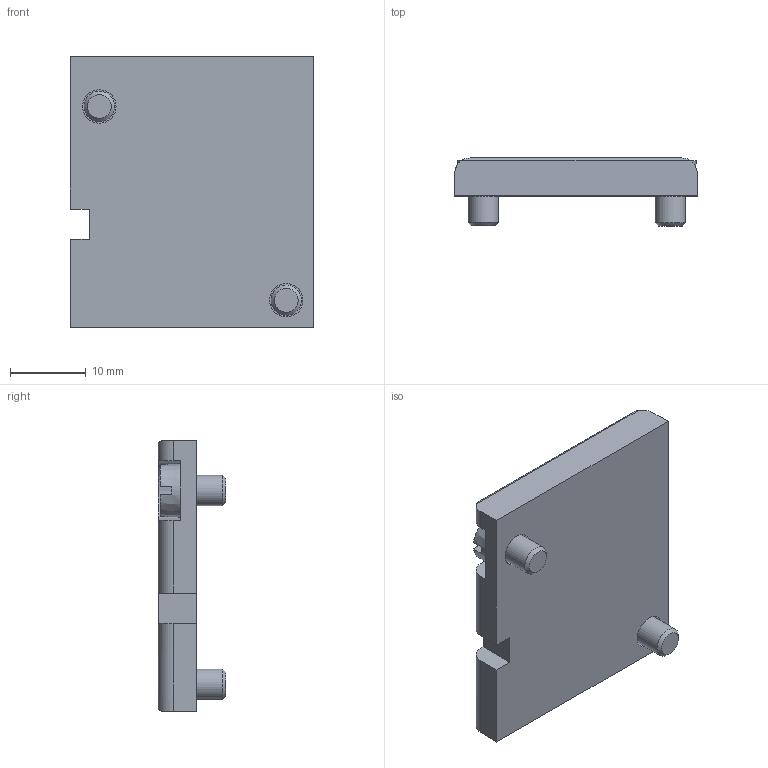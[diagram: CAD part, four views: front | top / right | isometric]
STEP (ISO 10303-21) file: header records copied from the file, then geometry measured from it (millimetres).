
FILE_DESCRIPTION(/* description */ ('STEP AP214'),/* implementation_level */ '2;1');
FILE_NAME(/* name */ '5851_CPL-1_4',/* time_stamp */ '2024-08-06T22:33:22+02:00',/* author */ ('License CC BY-ND 4.0'),/* organization */ ('CADENAS'),/* preprocessor_version */ 'ST-DEVELOPER v19.3',/* originating_system */ 'PARTsolutions',/* authorisation */ ' ');
FILE_SCHEMA (('AUTOMOTIVE_DESIGN {1 0 10303 214 3 1 1}'));
Length unit declared in the file: millimetre
Products named in the file (1): 5851 CPL-1/4
Bounding box: 32 x 8.9 x 35.7 mm (x, y, z)
Volume: 5539.6 mm3; surface area: 3272.2 mm2
Topology: 1 solids, 1 shells, 46 faces, 114 edges, 76 vertices
Faces by surface type: plane 30, cylinder 12, cone 4
Full cylindrical faces by diameter (mm): 4 x2, 4.4 x2
Entity records: 1336 total; most frequent: CARTESIAN_POINT 254, DIRECTION 218, ORIENTED_EDGE 204, EDGE_CURVE 102, AXIS2_PLACEMENT_3D 80, VERTEX_POINT 72, EDGE_LOOP 60, FACE_BOUND 60
